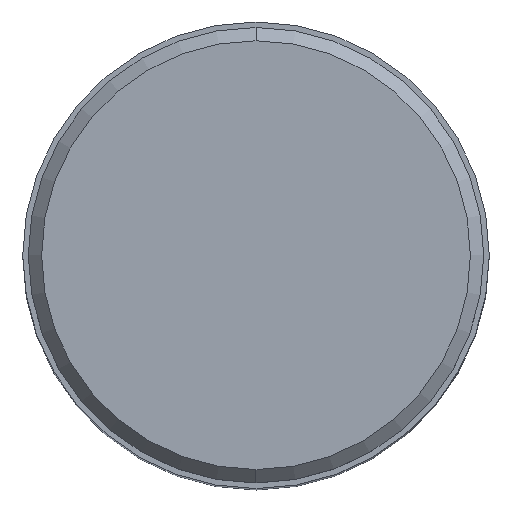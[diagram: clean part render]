
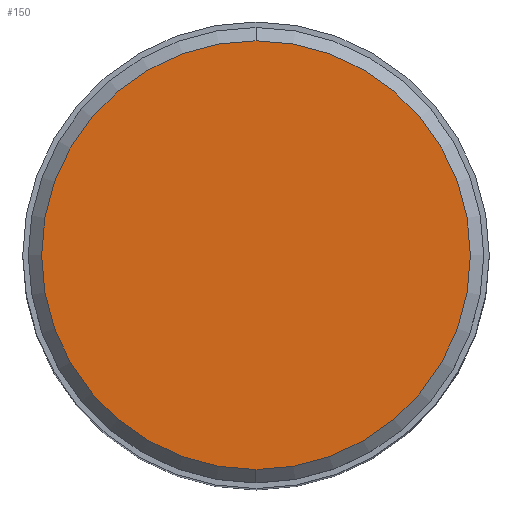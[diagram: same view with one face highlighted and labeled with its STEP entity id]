
A CAD part, top view. The second image highlights one B-rep face of the part: STEP entity #150.
In plain terms, the highlighted planar face has unit normal (0, 0, 1).
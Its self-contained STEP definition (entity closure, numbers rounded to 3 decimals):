
#111=FACE_OUTER_BOUND('',#203,.T.);
#150=ADVANCED_FACE('',(#111),#155,.F.);
#155=PLANE('',#826);
#203=EDGE_LOOP('',(#362,#363));
#362=ORIENTED_EDGE('',*,*,#489,.T.);
#363=ORIENTED_EDGE('',*,*,#487,.T.);
#408=VERTEX_POINT('',#1258);
#409=VERTEX_POINT('',#1260);
#487=EDGE_CURVE('',#409,#408,#550,.T.);
#489=EDGE_CURVE('',#408,#409,#551,.T.);
#550=CIRCLE('',#822,19.3);
#551=CIRCLE('',#824,19.3);
#822=AXIS2_PLACEMENT_3D('',#1259,#1067,#1068);
#824=AXIS2_PLACEMENT_3D('',#1263,#1072,#1073);
#826=AXIS2_PLACEMENT_3D('',#1265,#1076,#1077);
#1067=DIRECTION('',(0.,0.,1.));
#1068=DIRECTION('',(0.,1.,0.));
#1072=DIRECTION('',(0.,0.,1.));
#1073=DIRECTION('',(0.,-1.,0.));
#1076=DIRECTION('',(0.,0.,-1.));
#1077=DIRECTION('',(1.,0.,0.));
#1258=CARTESIAN_POINT('',(0.,-19.3,0.));
#1259=CARTESIAN_POINT('',(0.,0.,0.));
#1260=CARTESIAN_POINT('',(0.,19.3,0.));
#1263=CARTESIAN_POINT('',(0.,0.,0.));
#1265=CARTESIAN_POINT('',(0.,0.,0.));
